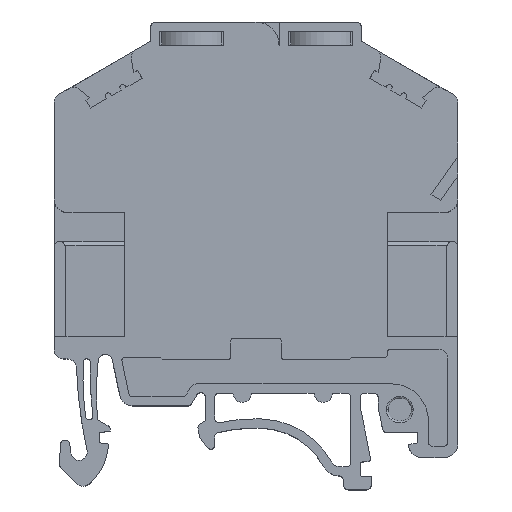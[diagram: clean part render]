
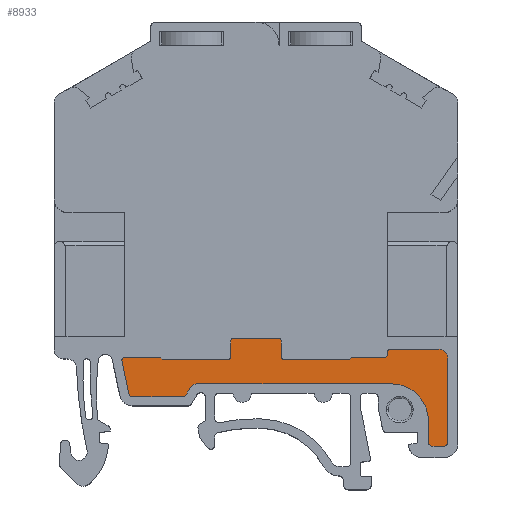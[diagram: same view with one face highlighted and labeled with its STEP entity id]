
A CAD part, top view. The second image highlights one B-rep face of the part: STEP entity #8933.
In plain terms, the highlighted planar face has unit normal (0, 0, 1).
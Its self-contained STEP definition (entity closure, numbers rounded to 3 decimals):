
#1=CARTESIAN_POINT('',(-3.05,3.95,0.6));
#2=DIRECTION('',(0.,0.,-1.));
#3=DIRECTION('',(1.,0.,0.));
#4=AXIS2_PLACEMENT_3D('',#1,#2,#3);
#2978=DIRECTION('',(0.,1.,0.));
#2979=VECTOR('',#2978,1.7);
#2980=CARTESIAN_POINT('',(2.75,3.95,0.6));
#2981=LINE('',#2980,#2979);
#3014=CARTESIAN_POINT('',(3.05,3.95,0.6));
#3015=DIRECTION('',(0.,0.,-1.));
#3016=DIRECTION('',(0.,-1.,0.));
#3017=AXIS2_PLACEMENT_3D('',#3014,#3015,#3016);
#3019=DIRECTION('',(-1.,0.,0.));
#3020=VECTOR('',#3019,7.1);
#3021=CARTESIAN_POINT('',(10.15,3.65,0.6));
#3022=LINE('',#3021,#3020);
#3023=DIRECTION('',(-0.707,-0.707,0.));
#3024=VECTOR('',#3023,0.283);
#3025=CARTESIAN_POINT('',(10.35,3.85,0.6));
#3026=LINE('',#3025,#3024);
#3027=DIRECTION('',(1.,0.,0.));
#3028=VECTOR('',#3027,3.6);
#3029=CARTESIAN_POINT('',(10.35,3.85,0.6));
#3030=LINE('',#3029,#3028);
#3031=DIRECTION('',(0.,1.,0.));
#3032=VECTOR('',#3031,0.3);
#3033=CARTESIAN_POINT('',(14.25,4.15,0.6));
#3034=LINE('',#3033,#3032);
#3035=CARTESIAN_POINT('',(14.55,4.45,0.6));
#3036=DIRECTION('',(0.,0.,1.));
#3037=DIRECTION('',(0.,1.,0.));
#3038=AXIS2_PLACEMENT_3D('',#3035,#3036,#3037);
#3040=DIRECTION('',(-1.,0.,0.));
#3041=VECTOR('',#3040,5.25);
#3042=CARTESIAN_POINT('',(19.8,4.75,0.6));
#3043=LINE('',#3042,#3041);
#3044=CARTESIAN_POINT('',(19.8,3.75,0.6));
#3045=DIRECTION('',(0.,0.,1.));
#3046=DIRECTION('',(1.,0.,0.));
#3047=AXIS2_PLACEMENT_3D('',#3044,#3045,#3046);
#3049=DIRECTION('',(0.,1.,0.));
#3050=VECTOR('',#3049,9.05);
#3051=CARTESIAN_POINT('',(20.8,-5.3,0.6));
#3052=LINE('',#3051,#3050);
#3053=CARTESIAN_POINT('',(20.3,-5.3,0.6));
#3054=DIRECTION('',(0.,0.,1.));
#3055=DIRECTION('',(0.,-1.,0.));
#3056=AXIS2_PLACEMENT_3D('',#3053,#3054,#3055);
#3058=DIRECTION('',(1.,0.,0.));
#3059=VECTOR('',#3058,1.1);
#3060=CARTESIAN_POINT('',(19.2,-5.8,0.6));
#3061=LINE('',#3060,#3059);
#3062=CARTESIAN_POINT('',(19.2,-5.3,0.6));
#3063=DIRECTION('',(0.,0.,1.));
#3064=DIRECTION('',(-1.,0.,0.));
#3065=AXIS2_PLACEMENT_3D('',#3062,#3063,#3064);
#3067=DIRECTION('',(0.,-1.,0.));
#3068=VECTOR('',#3067,2.3);
#3069=CARTESIAN_POINT('',(18.7,-3.,0.6));
#3070=LINE('',#3069,#3068);
#3071=CARTESIAN_POINT('',(14.7,-3.,0.6));
#3072=DIRECTION('',(0.,0.,-1.));
#3073=DIRECTION('',(0.,1.,0.));
#3074=AXIS2_PLACEMENT_3D('',#3071,#3072,#3073);
#3076=DIRECTION('',(1.,0.,0.));
#3077=VECTOR('',#3076,21.02);
#3078=CARTESIAN_POINT('',(-6.32,1.,0.6));
#3079=LINE('',#3078,#3077);
#3080=DIRECTION('',(0.496,0.868,0.));
#3081=VECTOR('',#3080,0.858);
#3082=CARTESIAN_POINT('',(-7.614,-0.249,0.6));
#3083=LINE('',#3082,#3081);
#3084=CARTESIAN_POINT('',(-7.874,-0.1,0.6));
#3085=DIRECTION('',(0.,0.,1.));
#3086=DIRECTION('',(0.,-1.,0.));
#3087=AXIS2_PLACEMENT_3D('',#3084,#3085,#3086);
#3089=DIRECTION('',(1.,0.,0.));
#3090=VECTOR('',#3089,5.606);
#3091=CARTESIAN_POINT('',(-13.48,-0.4,0.6));
#3092=LINE('',#3091,#3090);
#3093=CARTESIAN_POINT('',(-13.48,-0.1,0.6));
#3094=DIRECTION('',(0.,0.,1.));
#3095=DIRECTION('',(-0.978,-0.208,0.));
#3096=AXIS2_PLACEMENT_3D('',#3093,#3094,#3095);
#3098=DIRECTION('',(0.208,-0.978,0.));
#3099=VECTOR('',#3098,3.732);
#3100=CARTESIAN_POINT('',(-14.549,3.488,0.6));
#3101=LINE('',#3100,#3099);
#3102=CARTESIAN_POINT('',(-14.256,3.55,0.6));
#3103=DIRECTION('',(0.,0.,1.));
#3104=DIRECTION('',(0.,1.,0.));
#3105=AXIS2_PLACEMENT_3D('',#3102,#3103,#3104);
#3107=DIRECTION('',(-0.707,0.707,0.));
#3108=VECTOR('',#3107,0.283);
#3109=CARTESIAN_POINT('',(-10.15,3.65,0.6));
#3110=LINE('',#3109,#3108);
#3111=DIRECTION('',(-1.,0.,0.));
#3112=VECTOR('',#3111,7.1);
#3113=CARTESIAN_POINT('',(-3.05,3.65,0.6));
#3114=LINE('',#3113,#3112);
#3115=CARTESIAN_POINT('',(-2.45,5.65,0.6));
#3116=DIRECTION('',(0.,0.,1.));
#3117=DIRECTION('',(0.,1.,0.));
#3118=AXIS2_PLACEMENT_3D('',#3115,#3116,#3117);
#3120=DIRECTION('',(-1.,0.,0.));
#3121=VECTOR('',#3120,4.9);
#3122=CARTESIAN_POINT('',(2.45,5.95,0.6));
#3123=LINE('',#3122,#3121);
#3124=CARTESIAN_POINT('',(2.45,5.65,0.6));
#3125=DIRECTION('',(0.,0.,1.));
#3126=DIRECTION('',(1.,0.,0.));
#3127=AXIS2_PLACEMENT_3D('',#3124,#3125,#3126);
#3149=CARTESIAN_POINT('',(13.95,4.15,0.6));
#3150=DIRECTION('',(0.,0.,-1.));
#3151=DIRECTION('',(1.,0.,0.));
#3152=AXIS2_PLACEMENT_3D('',#3149,#3150,#3151);
#3220=CARTESIAN_POINT('',(-6.32,0.,0.6));
#3221=DIRECTION('',(0.,0.,-1.));
#3222=DIRECTION('',(-0.868,0.496,0.));
#3223=AXIS2_PLACEMENT_3D('',#3220,#3221,#3222);
#3268=DIRECTION('',(-1.,0.,0.));
#3269=VECTOR('',#3268,3.906);
#3270=CARTESIAN_POINT('',(-10.35,3.85,0.6));
#3271=LINE('',#3270,#3269);
#3329=DIRECTION('',(0.,-1.,0.));
#3330=VECTOR('',#3329,1.7);
#3331=CARTESIAN_POINT('',(-2.75,5.65,0.6));
#3332=LINE('',#3331,#3330);
#4013=CARTESIAN_POINT('',(14.7,1.,0.6));
#4014=CARTESIAN_POINT('',(18.7,-3.,0.6));
#4015=VERTEX_POINT('',#4013);
#4016=VERTEX_POINT('',#4014);
#4017=CARTESIAN_POINT('',(18.7,-5.3,0.6));
#4018=VERTEX_POINT('',#4017);
#4019=CARTESIAN_POINT('',(19.2,-5.8,0.6));
#4020=VERTEX_POINT('',#4019);
#4021=CARTESIAN_POINT('',(20.3,-5.8,0.6));
#4022=VERTEX_POINT('',#4021);
#4023=CARTESIAN_POINT('',(20.8,-5.3,0.6));
#4024=VERTEX_POINT('',#4023);
#4165=CARTESIAN_POINT('',(20.8,3.75,0.6));
#4166=CARTESIAN_POINT('',(19.8,4.75,0.6));
#4167=VERTEX_POINT('',#4165);
#4168=VERTEX_POINT('',#4166);
#4173=CARTESIAN_POINT('',(-7.874,-0.4,0.6));
#4174=CARTESIAN_POINT('',(-7.614,-0.249,0.6));
#4175=VERTEX_POINT('',#4173);
#4176=VERTEX_POINT('',#4174);
#4181=CARTESIAN_POINT('',(-13.773,-0.162,0.6));
#4182=CARTESIAN_POINT('',(-13.48,-0.4,0.6));
#4183=VERTEX_POINT('',#4181);
#4184=VERTEX_POINT('',#4182);
#4189=CARTESIAN_POINT('',(-14.256,3.85,0.6));
#4190=CARTESIAN_POINT('',(-14.549,3.488,0.6));
#4191=VERTEX_POINT('',#4189);
#4192=VERTEX_POINT('',#4190);
#4197=CARTESIAN_POINT('',(-2.45,5.95,0.6));
#4198=CARTESIAN_POINT('',(-2.75,5.65,0.6));
#4199=VERTEX_POINT('',#4197);
#4200=VERTEX_POINT('',#4198);
#4205=CARTESIAN_POINT('',(2.75,5.65,0.6));
#4206=CARTESIAN_POINT('',(2.45,5.95,0.6));
#4207=VERTEX_POINT('',#4205);
#4208=VERTEX_POINT('',#4206);
#4213=CARTESIAN_POINT('',(14.55,4.75,0.6));
#4215=VERTEX_POINT('',#4213);
#4217=CARTESIAN_POINT('',(14.25,4.45,0.6));
#4218=VERTEX_POINT('',#4217);
#4225=CARTESIAN_POINT('',(-7.188,0.496,0.6));
#4226=VERTEX_POINT('',#4225);
#4227=CARTESIAN_POINT('',(-6.32,1.,0.6));
#4228=VERTEX_POINT('',#4227);
#4230=CARTESIAN_POINT('',(13.95,3.85,0.6));
#4232=VERTEX_POINT('',#4230);
#4235=CARTESIAN_POINT('',(14.25,4.15,0.6));
#4236=VERTEX_POINT('',#4235);
#4419=CARTESIAN_POINT('',(-10.15,3.65,0.6));
#4420=CARTESIAN_POINT('',(-10.35,3.85,0.6));
#4421=VERTEX_POINT('',#4419);
#4422=VERTEX_POINT('',#4420);
#4427=CARTESIAN_POINT('',(10.35,3.85,0.6));
#4429=VERTEX_POINT('',#4427);
#4431=CARTESIAN_POINT('',(10.15,3.65,0.6));
#4432=VERTEX_POINT('',#4431);
#4471=CARTESIAN_POINT('',(-2.75,3.95,0.6));
#4472=VERTEX_POINT('',#4471);
#4473=CARTESIAN_POINT('',(-3.05,3.65,0.6));
#4474=VERTEX_POINT('',#4473);
#4479=CARTESIAN_POINT('',(3.05,3.65,0.6));
#4480=VERTEX_POINT('',#4479);
#4481=CARTESIAN_POINT('',(2.75,3.95,0.6));
#4482=VERTEX_POINT('',#4481);
#8866=CARTESIAN_POINT('',(0.,0.,0.6));
#8867=DIRECTION('',(0.,0.,1.));
#8868=DIRECTION('',(1.,0.,0.));
#8869=AXIS2_PLACEMENT_3D('',#8866,#8867,#8868);
#8870=PLANE('',#8869);
#8871=ORIENTED_EDGE('',*,*,#8829,.F.);
#8872=ORIENTED_EDGE('',*,*,#8860,.F.);
#8873=ORIENTED_EDGE('',*,*,#8736,.F.);
#8875=ORIENTED_EDGE('',*,*,#8874,.F.);
#8877=ORIENTED_EDGE('',*,*,#8876,.T.);
#8879=ORIENTED_EDGE('',*,*,#8878,.F.);
#8881=ORIENTED_EDGE('',*,*,#8880,.T.);
#8883=ORIENTED_EDGE('',*,*,#8882,.F.);
#8885=ORIENTED_EDGE('',*,*,#8884,.F.);
#8887=ORIENTED_EDGE('',*,*,#8886,.F.);
#8889=ORIENTED_EDGE('',*,*,#8888,.F.);
#8891=ORIENTED_EDGE('',*,*,#8890,.F.);
#8893=ORIENTED_EDGE('',*,*,#8892,.F.);
#8895=ORIENTED_EDGE('',*,*,#8894,.F.);
#8897=ORIENTED_EDGE('',*,*,#8896,.F.);
#8899=ORIENTED_EDGE('',*,*,#8898,.F.);
#8901=ORIENTED_EDGE('',*,*,#8900,.F.);
#8903=ORIENTED_EDGE('',*,*,#8902,.F.);
#8905=ORIENTED_EDGE('',*,*,#8904,.F.);
#8907=ORIENTED_EDGE('',*,*,#8906,.F.);
#8909=ORIENTED_EDGE('',*,*,#8908,.F.);
#8911=ORIENTED_EDGE('',*,*,#8910,.F.);
#8913=ORIENTED_EDGE('',*,*,#8912,.F.);
#8915=ORIENTED_EDGE('',*,*,#8914,.F.);
#8917=ORIENTED_EDGE('',*,*,#8916,.F.);
#8919=ORIENTED_EDGE('',*,*,#8918,.F.);
#8921=ORIENTED_EDGE('',*,*,#8920,.F.);
#8922=ORIENTED_EDGE('',*,*,#4922,.F.);
#8924=ORIENTED_EDGE('',*,*,#8923,.F.);
#8926=ORIENTED_EDGE('',*,*,#8925,.F.);
#8928=ORIENTED_EDGE('',*,*,#8927,.F.);
#8930=ORIENTED_EDGE('',*,*,#8929,.F.);
#8931=EDGE_LOOP('',(#8871,#8872,#8873,#8875,#8877,#8879,#8881,#8883,#8885,#8887,
#8889,#8891,#8893,#8895,#8897,#8899,#8901,#8903,#8905,#8907,#8909,#8911,#8913,
#8915,#8917,#8919,#8921,#8922,#8924,#8926,#8928,#8930));
#8932=FACE_OUTER_BOUND('',#8931,.F.);
#8933=ADVANCED_FACE('',(#8932),#8870,.T.);
#5=CIRCLE('',#4,0.3);
#3018=CIRCLE('',#3017,0.3);
#3039=CIRCLE('',#3038,0.3);
#3048=CIRCLE('',#3047,1.);
#3057=CIRCLE('',#3056,0.5);
#3066=CIRCLE('',#3065,0.5);
#3075=CIRCLE('',#3074,4.);
#3088=CIRCLE('',#3087,0.3);
#3097=CIRCLE('',#3096,0.3);
#3106=CIRCLE('',#3105,0.3);
#3119=CIRCLE('',#3118,0.3);
#3128=CIRCLE('',#3127,0.3);
#3153=CIRCLE('',#3152,0.3);
#3224=CIRCLE('',#3223,1.);
#4922=EDGE_CURVE('',#4472,#4474,#5,.T.);
#8736=EDGE_CURVE('',#4432,#4480,#3022,.T.);
#8829=EDGE_CURVE('',#4482,#4207,#2981,.T.);
#8860=EDGE_CURVE('',#4480,#4482,#3018,.T.);
#8874=EDGE_CURVE('',#4429,#4432,#3026,.T.);
#8876=EDGE_CURVE('',#4429,#4232,#3030,.T.);
#8878=EDGE_CURVE('',#4236,#4232,#3153,.T.);
#8880=EDGE_CURVE('',#4236,#4218,#3034,.T.);
#8882=EDGE_CURVE('',#4215,#4218,#3039,.T.);
#8884=EDGE_CURVE('',#4168,#4215,#3043,.T.);
#8886=EDGE_CURVE('',#4167,#4168,#3048,.T.);
#8888=EDGE_CURVE('',#4024,#4167,#3052,.T.);
#8890=EDGE_CURVE('',#4022,#4024,#3057,.T.);
#8892=EDGE_CURVE('',#4020,#4022,#3061,.T.);
#8894=EDGE_CURVE('',#4018,#4020,#3066,.T.);
#8896=EDGE_CURVE('',#4016,#4018,#3070,.T.);
#8898=EDGE_CURVE('',#4015,#4016,#3075,.T.);
#8900=EDGE_CURVE('',#4228,#4015,#3079,.T.);
#8902=EDGE_CURVE('',#4226,#4228,#3224,.T.);
#8904=EDGE_CURVE('',#4176,#4226,#3083,.T.);
#8906=EDGE_CURVE('',#4175,#4176,#3088,.T.);
#8908=EDGE_CURVE('',#4184,#4175,#3092,.T.);
#8910=EDGE_CURVE('',#4183,#4184,#3097,.T.);
#8912=EDGE_CURVE('',#4192,#4183,#3101,.T.);
#8914=EDGE_CURVE('',#4191,#4192,#3106,.T.);
#8916=EDGE_CURVE('',#4422,#4191,#3271,.T.);
#8918=EDGE_CURVE('',#4421,#4422,#3110,.T.);
#8920=EDGE_CURVE('',#4474,#4421,#3114,.T.);
#8923=EDGE_CURVE('',#4200,#4472,#3332,.T.);
#8925=EDGE_CURVE('',#4199,#4200,#3119,.T.);
#8927=EDGE_CURVE('',#4208,#4199,#3123,.T.);
#8929=EDGE_CURVE('',#4207,#4208,#3128,.T.);
